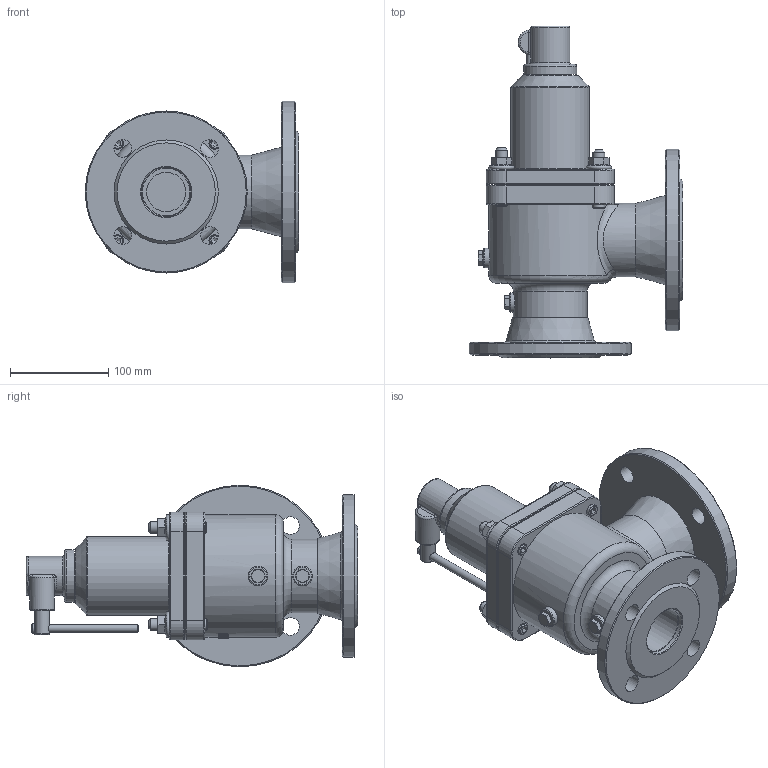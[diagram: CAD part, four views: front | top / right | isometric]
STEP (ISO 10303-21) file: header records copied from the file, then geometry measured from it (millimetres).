
FILE_DESCRIPTION(/* description */ (''),/* implementation_level */ '2;1');
FILE_NAME(/* name */ 'DN50_3D_STEP.stp',/* time_stamp */ '2024-03-15T00:49:40+03:00',/* author */ ('igorr'),/* organization */ (''),/* preprocessor_version */ 'ST-DEVELOPER v19.2',/* originating_system */ 'Autodesk Inventor 2023',/* authorisation */ '');
FILE_SCHEMA (('AUTOMOTIVE_DESIGN { 1 0 10303 214 3 1 1 }'));
Length unit declared in the file: millimetre
Products named in the file (7): Сборка; Деталь1; Деталь2; Деталь3; AS 1110 - M8 x 12; AS 1421 - M12 x 60 засверленный 
конец; DIN 6923 - M12
Assembly tree (13 placements, depth 2):
  Сборка
    Деталь1
    Деталь2
    Деталь3
    AS 1110 - M8 x 12  x2
    AS 1421 - M12 x 60 засверленный 
конец  x4
    DIN 6923 - M12  x4
Bounding box: 217.5 x 338 x 185 mm (x, y, z)
Volume: 2434948.8 mm3; surface area: 394937 mm2
Topology: 14 solids, 14 shells, 448 faces, 1047 edges, 659 vertices
Faces by surface type: plane 202, cylinder 99, cone 80, torus 36, bspline 31
Full cylindrical faces by diameter (mm): 8 x3, 10 x3, 10.106 x4, 12 x12, 13 x2, 15 x1, 18 x8, 20 x2, 25 x1, 34.75 x1, 39.912 x1, 40 x2, 48.327 x2, 50 x3, 53.934 x1, 60 x4, 65 x1, 66 x2, 75 x2, 80 x1, 112 x1, 165 x1, 185 x1
Entity records: 11065 total; most frequent: CARTESIAN_POINT 3307, DIRECTION 1537, ORIENTED_EDGE 1460, EDGE_CURVE 730, AXIS2_PLACEMENT_3D 635, VERTEX_POINT 467, EDGE_LOOP 387, CIRCLE 325
